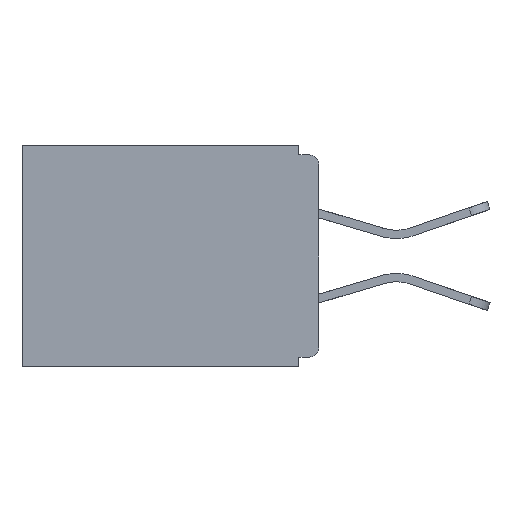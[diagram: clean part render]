
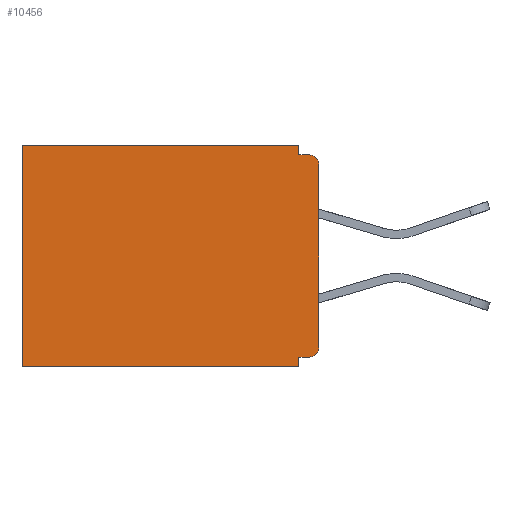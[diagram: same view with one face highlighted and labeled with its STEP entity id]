
A CAD part, left-side view. The second image highlights one B-rep face of the part: STEP entity #10456.
In plain terms, the highlighted planar face has unit normal (-1, 0, 0).
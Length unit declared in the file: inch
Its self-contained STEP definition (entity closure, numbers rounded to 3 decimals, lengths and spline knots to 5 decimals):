
#365 = CARTESIAN_POINT ( 'NONE',  ( 0.298, 0., -0.015 ) ) ;
#510 = EDGE_CURVE ( 'NONE', #3099, #3319, #21635, .T. ) ;
#612 = VERTEX_POINT ( 'NONE', #11109 ) ;
#728 = DIRECTION ( 'NONE',  ( 0., 0., -1. ) ) ;
#904 = CARTESIAN_POINT ( 'NONE',  ( 0.298, 0.031, -0.343 ) ) ;
#1409 = CARTESIAN_POINT ( 'NONE',  ( 0.298, 0.031, 0. ) ) ;
#1593 = AXIS2_PLACEMENT_3D ( 'NONE', #6530, #16082, #6632 ) ;
#2038 = LINE ( 'NONE', #365, #7324 ) ;
#2089 = DIRECTION ( 'NONE',  ( 1., 0., 0. ) ) ;
#2142 = DIRECTION ( 'NONE',  ( 0., 1., 0. ) ) ;
#2198 = VECTOR ( 'NONE', #2142, 39.37008 ) ;
#2445 = LINE ( 'NONE', #25175, #19825 ) ;
#2454 = LINE ( 'NONE', #6893, #10055 ) ;
#3067 = EDGE_CURVE ( 'NONE', #23043, #28287, #2445, .T. ) ;
#3099 = VERTEX_POINT ( 'NONE', #904 ) ;
#3319 = VERTEX_POINT ( 'NONE', #21592 ) ;
#3811 = VECTOR ( 'NONE', #16059, 39.37008 ) ;
#4765 = VECTOR ( 'NONE', #18813, 39.37008 ) ;
#4766 = CARTESIAN_POINT ( 'NONE',  ( 0.298, 0., -0.343 ) ) ;
#5910 = CIRCLE ( 'NONE', #19392, 0.015 ) ;
#5990 = ORIENTED_EDGE ( 'NONE', *, *, #25887, .T. ) ;
#6505 = CARTESIAN_POINT ( 'NONE',  ( 0.298, 0., -0.313 ) ) ;
#6530 = CARTESIAN_POINT ( 'NONE',  ( 0.298, 0.015, -0.313 ) ) ;
#6632 = DIRECTION ( 'NONE',  ( 0., 0., -1. ) ) ;
#6893 = CARTESIAN_POINT ( 'NONE',  ( 0.298, 0., 0. ) ) ;
#7324 = VECTOR ( 'NONE', #7649, 39.37008 ) ;
#7485 = AXIS2_PLACEMENT_3D ( 'NONE', #26481, #2089, #21431 ) ;
#7592 = EDGE_CURVE ( 'NONE', #8435, #15345, #5910, .T. ) ;
#7649 = DIRECTION ( 'NONE',  ( 0., -1., 0. ) ) ;
#7718 = ORIENTED_EDGE ( 'NONE', *, *, #31375, .T. ) ;
#8435 = VERTEX_POINT ( 'NONE', #24440 ) ;
#8643 = ORIENTED_EDGE ( 'NONE', *, *, #3067, .F. ) ;
#8806 = VECTOR ( 'NONE', #12233, 39.37008 ) ;
#9476 = CARTESIAN_POINT ( 'NONE',  ( 0.298, 0., -0.328 ) ) ;
#9510 = EDGE_CURVE ( 'NONE', #22590, #27276, #16627, .T. ) ;
#9991 = ORIENTED_EDGE ( 'NONE', *, *, #7592, .T. ) ;
#10055 = VECTOR ( 'NONE', #14204, 39.37008 ) ;
#10456 = ADVANCED_FACE ( 'NONE', ( #30238 ), #16630, .F. ) ;
#10505 = DIRECTION ( 'NONE',  ( 0., 0., -1. ) ) ;
#11104 = CIRCLE ( 'NONE', #1593, 0.015 ) ;
#11109 = CARTESIAN_POINT ( 'NONE',  ( 0.298, 0.46, 0. ) ) ;
#12233 = DIRECTION ( 'NONE',  ( 0., 1., 0. ) ) ;
#12822 = DIRECTION ( 'NONE',  ( -1., 0., 0. ) ) ;
#14204 = DIRECTION ( 'NONE',  ( 0., 0., -1. ) ) ;
#14708 = ORIENTED_EDGE ( 'NONE', *, *, #19315, .F. ) ;
#14781 = CARTESIAN_POINT ( 'NONE',  ( 0.298, 0., 0. ) ) ;
#15134 = CARTESIAN_POINT ( 'NONE',  ( 0.298, 0.015, -0.328 ) ) ;
#15345 = VERTEX_POINT ( 'NONE', #25752 ) ;
#15621 = CARTESIAN_POINT ( 'NONE',  ( 0.298, 0.031, -0.328 ) ) ;
#16059 = DIRECTION ( 'NONE',  ( 0., 1., 0. ) ) ;
#16082 = DIRECTION ( 'NONE',  ( -1., 0., 0. ) ) ;
#16462 = ORIENTED_EDGE ( 'NONE', *, *, #30710, .T. ) ;
#16627 = LINE ( 'NONE', #9476, #2198 ) ;
#16630 = PLANE ( 'NONE',  #7485 ) ;
#17695 = CARTESIAN_POINT ( 'NONE',  ( 0.298, 0.015, -0.03 ) ) ;
#18571 = ORIENTED_EDGE ( 'NONE', *, *, #28261, .F. ) ;
#18813 = DIRECTION ( 'NONE',  ( 0., 0., -1. ) ) ;
#19315 = EDGE_CURVE ( 'NONE', #8435, #29008, #2454, .T. ) ;
#19392 = AXIS2_PLACEMENT_3D ( 'NONE', #17695, #12822, #728 ) ;
#19825 = VECTOR ( 'NONE', #25404, 39.37008 ) ;
#21431 = DIRECTION ( 'NONE',  ( 0., 0., -1. ) ) ;
#21592 = CARTESIAN_POINT ( 'NONE',  ( 0.298, 0.46, -0.343 ) ) ;
#21635 = LINE ( 'NONE', #4766, #8806 ) ;
#22590 = VERTEX_POINT ( 'NONE', #15134 ) ;
#22661 = CARTESIAN_POINT ( 'NONE',  ( 0.298, 0.46, 0. ) ) ;
#23043 = VERTEX_POINT ( 'NONE', #1409 ) ;
#24440 = CARTESIAN_POINT ( 'NONE',  ( 0.298, 0., -0.03 ) ) ;
#24621 = ORIENTED_EDGE ( 'NONE', *, *, #510, .F. ) ;
#25175 = CARTESIAN_POINT ( 'NONE',  ( 0.298, 0.031, -0.343 ) ) ;
#25404 = DIRECTION ( 'NONE',  ( 0., 0., -1. ) ) ;
#25752 = CARTESIAN_POINT ( 'NONE',  ( 0.298, 0.015, -0.015 ) ) ;
#25887 = EDGE_CURVE ( 'NONE', #612, #3319, #27935, .T. ) ;
#26481 = CARTESIAN_POINT ( 'NONE',  ( 0.298, 0., 0. ) ) ;
#26581 = CARTESIAN_POINT ( 'NONE',  ( 0.298, 0.031, -0.015 ) ) ;
#26804 = EDGE_LOOP ( 'NONE', ( #9991, #29587, #8643, #7718, #5990, #24621, #18571, #30062, #16462, #14708 ) ) ;
#27276 = VERTEX_POINT ( 'NONE', #15621 ) ;
#27747 = LINE ( 'NONE', #14781, #3811 ) ;
#27935 = LINE ( 'NONE', #22661, #30964 ) ;
#28261 = EDGE_CURVE ( 'NONE', #27276, #3099, #30954, .T. ) ;
#28287 = VERTEX_POINT ( 'NONE', #26581 ) ;
#29008 = VERTEX_POINT ( 'NONE', #6505 ) ;
#29587 = ORIENTED_EDGE ( 'NONE', *, *, #30285, .F. ) ;
#30062 = ORIENTED_EDGE ( 'NONE', *, *, #9510, .F. ) ;
#30238 = FACE_OUTER_BOUND ( 'NONE', #26804, .T. ) ;
#30285 = EDGE_CURVE ( 'NONE', #28287, #15345, #2038, .T. ) ;
#30710 = EDGE_CURVE ( 'NONE', #22590, #29008, #11104, .T. ) ;
#30924 = CARTESIAN_POINT ( 'NONE',  ( 0.298, 0.031, -0.343 ) ) ;
#30954 = LINE ( 'NONE', #30924, #4765 ) ;
#30964 = VECTOR ( 'NONE', #10505, 39.37008 ) ;
#31375 = EDGE_CURVE ( 'NONE', #23043, #612, #27747, .T. ) ;
